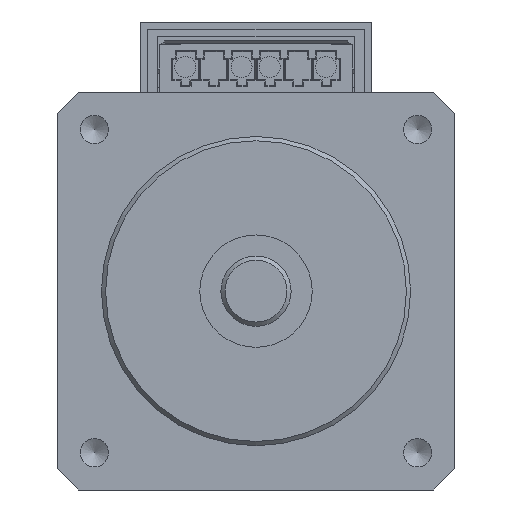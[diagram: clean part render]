
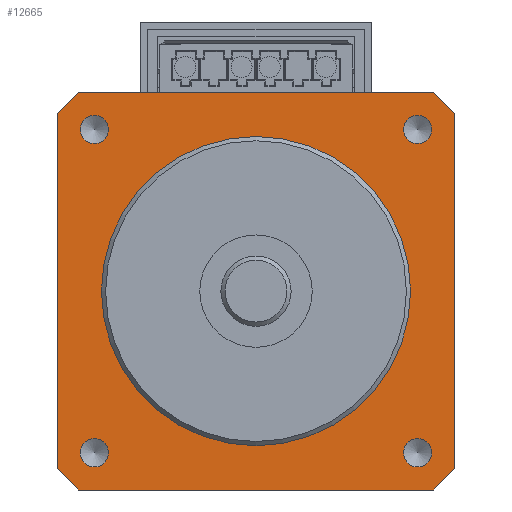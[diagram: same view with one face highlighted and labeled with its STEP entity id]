
A CAD part, front view. The second image highlights one B-rep face of the part: STEP entity #12665.
In plain terms, the highlighted planar face has unit normal (0, -1, 0).
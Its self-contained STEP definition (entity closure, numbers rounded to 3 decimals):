
#203=LINE('',#18109,#1743);
#204=LINE('',#18111,#1744);
#205=LINE('',#18113,#1745);
#206=LINE('',#18115,#1746);
#207=LINE('',#18117,#1747);
#208=LINE('',#18119,#1748);
#209=LINE('',#18121,#1749);
#210=LINE('',#18122,#1750);
#1743=VECTOR('',#14633,10.);
#1744=VECTOR('',#14634,10.);
#1745=VECTOR('',#14635,10.);
#1746=VECTOR('',#14636,10.);
#1747=VECTOR('',#14637,10.);
#1748=VECTOR('',#14638,10.);
#1749=VECTOR('',#14639,10.);
#1750=VECTOR('',#14640,10.);
#3283=PLANE('',#13472);
#3935=FACE_BOUND('',#4838,.T.);
#3936=FACE_BOUND('',#4839,.T.);
#3937=FACE_BOUND('',#4840,.T.);
#3938=FACE_BOUND('',#4841,.T.);
#3939=FACE_BOUND('',#4842,.T.);
#4062=FACE_OUTER_BOUND('',#4837,.T.);
#4837=EDGE_LOOP('',(#9103,#9104,#9105,#9106,#9107,#9108,#9109,#9110));
#4838=EDGE_LOOP('',(#9111));
#4839=EDGE_LOOP('',(#9112));
#4840=EDGE_LOOP('',(#9113));
#4841=EDGE_LOOP('',(#9114));
#4842=EDGE_LOOP('',(#9115));
#5617=CIRCLE('',#13450,1.007);
#5619=CIRCLE('',#13454,1.007);
#5621=CIRCLE('',#13458,1.007);
#5623=CIRCLE('',#13462,1.007);
#5626=CIRCLE('',#13467,11.);
#5895=VERTEX_POINT('',#18072);
#5897=VERTEX_POINT('',#18078);
#5899=VERTEX_POINT('',#18084);
#5901=VERTEX_POINT('',#18090);
#5904=VERTEX_POINT('',#18098);
#5907=VERTEX_POINT('',#18107);
#5908=VERTEX_POINT('',#18108);
#5909=VERTEX_POINT('',#18110);
#5910=VERTEX_POINT('',#18112);
#5911=VERTEX_POINT('',#18114);
#5912=VERTEX_POINT('',#18116);
#5913=VERTEX_POINT('',#18118);
#5914=VERTEX_POINT('',#18120);
#7129=EDGE_CURVE('',#5895,#5895,#5617,.T.);
#7131=EDGE_CURVE('',#5897,#5897,#5619,.T.);
#7133=EDGE_CURVE('',#5899,#5899,#5621,.T.);
#7135=EDGE_CURVE('',#5901,#5901,#5623,.T.);
#7138=EDGE_CURVE('',#5904,#5904,#5626,.T.);
#7141=EDGE_CURVE('',#5907,#5908,#203,.T.);
#7142=EDGE_CURVE('',#5909,#5907,#204,.T.);
#7143=EDGE_CURVE('',#5910,#5909,#205,.T.);
#7144=EDGE_CURVE('',#5911,#5910,#206,.T.);
#7145=EDGE_CURVE('',#5912,#5911,#207,.T.);
#7146=EDGE_CURVE('',#5913,#5912,#208,.T.);
#7147=EDGE_CURVE('',#5914,#5913,#209,.T.);
#7148=EDGE_CURVE('',#5908,#5914,#210,.T.);
#9103=ORIENTED_EDGE('',*,*,#7141,.F.);
#9104=ORIENTED_EDGE('',*,*,#7142,.F.);
#9105=ORIENTED_EDGE('',*,*,#7143,.F.);
#9106=ORIENTED_EDGE('',*,*,#7144,.F.);
#9107=ORIENTED_EDGE('',*,*,#7145,.F.);
#9108=ORIENTED_EDGE('',*,*,#7146,.F.);
#9109=ORIENTED_EDGE('',*,*,#7147,.F.);
#9110=ORIENTED_EDGE('',*,*,#7148,.F.);
#9111=ORIENTED_EDGE('',*,*,#7129,.T.);
#9112=ORIENTED_EDGE('',*,*,#7131,.T.);
#9113=ORIENTED_EDGE('',*,*,#7133,.T.);
#9114=ORIENTED_EDGE('',*,*,#7135,.T.);
#9115=ORIENTED_EDGE('',*,*,#7138,.T.);
#12665=ADVANCED_FACE('',(#4062,#3935,#3936,#3937,#3938,#3939),#3283,.T.);
#13450=AXIS2_PLACEMENT_3D('',#18073,#14587,#14588);
#13454=AXIS2_PLACEMENT_3D('',#18079,#14595,#14596);
#13458=AXIS2_PLACEMENT_3D('',#18085,#14603,#14604);
#13462=AXIS2_PLACEMENT_3D('',#18091,#14611,#14612);
#13467=AXIS2_PLACEMENT_3D('',#18099,#14621,#14622);
#13472=AXIS2_PLACEMENT_3D('',#18106,#14631,#14632);
#14587=DIRECTION('center_axis',(0.,1.,0.));
#14588=DIRECTION('ref_axis',(1.,0.,0.));
#14595=DIRECTION('center_axis',(0.,1.,0.));
#14596=DIRECTION('ref_axis',(1.,0.,0.));
#14603=DIRECTION('center_axis',(0.,1.,0.));
#14604=DIRECTION('ref_axis',(1.,0.,0.));
#14611=DIRECTION('center_axis',(0.,1.,0.));
#14612=DIRECTION('ref_axis',(1.,0.,0.));
#14621=DIRECTION('center_axis',(0.,1.,0.));
#14622=DIRECTION('ref_axis',(-1.,0.,0.));
#14631=DIRECTION('center_axis',(0.,-1.,0.));
#14632=DIRECTION('ref_axis',(0.,0.,-1.));
#14633=DIRECTION('',(0.,0.,1.));
#14634=DIRECTION('',(-0.707,0.,0.707));
#14635=DIRECTION('',(-1.,0.,0.));
#14636=DIRECTION('',(-0.707,0.,-0.707));
#14637=DIRECTION('',(0.,0.,-1.));
#14638=DIRECTION('',(0.707,0.,-0.707));
#14639=DIRECTION('',(1.,0.,0.));
#14640=DIRECTION('',(0.707,0.,0.707));
#18072=CARTESIAN_POINT('',(48.226,-1.268,74.25));
#18073=CARTESIAN_POINT('Origin',(47.22,-1.268,74.25));
#18078=CARTESIAN_POINT('',(25.226,-1.268,97.25));
#18079=CARTESIAN_POINT('Origin',(24.22,-1.268,97.25));
#18084=CARTESIAN_POINT('',(48.226,-1.268,97.25));
#18085=CARTESIAN_POINT('Origin',(47.22,-1.268,97.25));
#18090=CARTESIAN_POINT('',(25.226,-1.268,74.25));
#18091=CARTESIAN_POINT('Origin',(24.22,-1.268,74.25));
#18098=CARTESIAN_POINT('',(46.72,-1.268,85.75));
#18099=CARTESIAN_POINT('Origin',(35.72,-1.268,85.75));
#18106=CARTESIAN_POINT('Origin',(28.765,-1.268,92.705));
#18107=CARTESIAN_POINT('',(21.57,-1.268,73.1));
#18108=CARTESIAN_POINT('',(21.57,-1.268,98.4));
#18109=CARTESIAN_POINT('',(21.57,-1.268,73.1));
#18110=CARTESIAN_POINT('',(23.07,-1.268,71.6));
#18111=CARTESIAN_POINT('',(23.07,-1.268,71.6));
#18112=CARTESIAN_POINT('',(48.37,-1.268,71.6));
#18113=CARTESIAN_POINT('',(48.37,-1.268,71.6));
#18114=CARTESIAN_POINT('',(49.87,-1.268,73.1));
#18115=CARTESIAN_POINT('',(49.87,-1.268,73.1));
#18116=CARTESIAN_POINT('',(49.87,-1.268,98.4));
#18117=CARTESIAN_POINT('',(49.87,-1.268,98.4));
#18118=CARTESIAN_POINT('',(48.37,-1.268,99.9));
#18119=CARTESIAN_POINT('',(48.37,-1.268,99.9));
#18120=CARTESIAN_POINT('',(23.07,-1.268,99.9));
#18121=CARTESIAN_POINT('',(23.07,-1.268,99.9));
#18122=CARTESIAN_POINT('',(21.57,-1.268,98.4));
